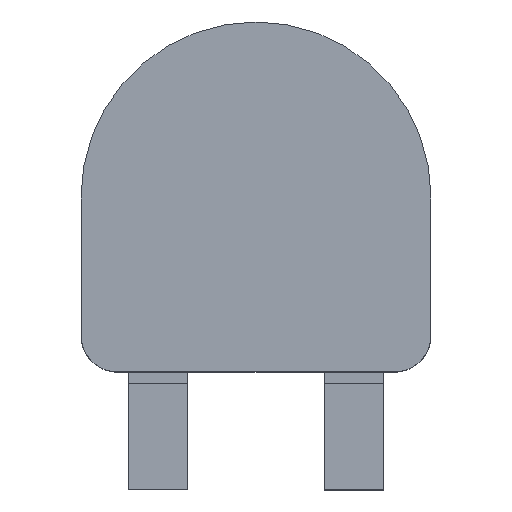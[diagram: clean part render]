
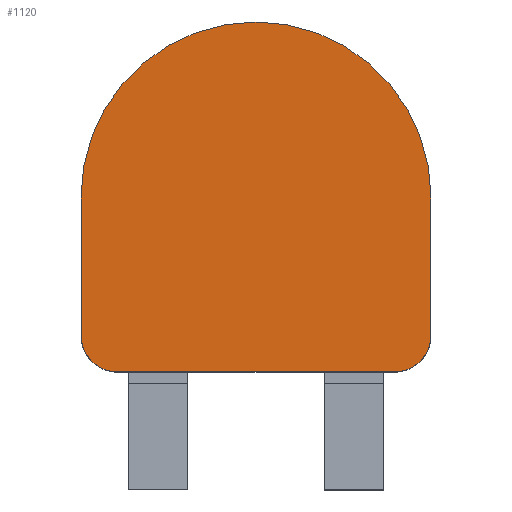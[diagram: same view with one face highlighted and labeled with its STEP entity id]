
A CAD part, top view. The second image highlights one B-rep face of the part: STEP entity #1120.
In plain terms, the highlighted planar face has unit normal (0, 0, 1).
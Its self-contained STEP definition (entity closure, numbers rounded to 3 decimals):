
#25 = AXIS2_PLACEMENT_3D ( 'NONE', #515, #1155, #607 ) ;
#68 = ORIENTED_EDGE ( 'NONE', *, *, #202, .T. ) ;
#87 = LINE ( 'NONE', #223, #402 ) ;
#101 = CARTESIAN_POINT ( 'NONE',  ( -15.05, -9.524, 10.95 ) ) ;
#117 = EDGE_CURVE ( 'NONE', #788, #182, #87, .T. ) ;
#137 = CARTESIAN_POINT ( 'NONE',  ( -19.05, 9.524, 10.95 ) ) ;
#147 = DIRECTION ( 'NONE',  ( 0., -1., 0. ) ) ;
#164 = ORIENTED_EDGE ( 'NONE', *, *, #654, .T. ) ;
#168 = ORIENTED_EDGE ( 'NONE', *, *, #117, .T. ) ;
#182 = VERTEX_POINT ( 'NONE', #1134 ) ;
#202 = EDGE_CURVE ( 'NONE', #1003, #1054, #647, .T. ) ;
#211 = CIRCLE ( 'NONE', #25, 4. ) ;
#222 = AXIS2_PLACEMENT_3D ( 'NONE', #485, #556, #366 ) ;
#223 = CARTESIAN_POINT ( 'NONE',  ( -15.05, -9.524, 10.95 ) ) ;
#249 = FACE_OUTER_BOUND ( 'NONE', #920, .T. ) ;
#259 = VECTOR ( 'NONE', #147, 1000. ) ;
#274 = DIRECTION ( 'NONE',  ( 0., 0., 1. ) ) ;
#366 = DIRECTION ( 'NONE',  ( -1., 0., 0. ) ) ;
#402 = VECTOR ( 'NONE', #1049, 1000. ) ;
#479 = EDGE_CURVE ( 'NONE', #1054, #788, #211, .T. ) ;
#485 = CARTESIAN_POINT ( 'NONE',  ( 0., 9.524, 10.95 ) ) ;
#513 = CARTESIAN_POINT ( 'NONE',  ( 0., 9.524, 10.95 ) ) ;
#514 = CIRCLE ( 'NONE', #732, 19.05 ) ;
#515 = CARTESIAN_POINT ( 'NONE',  ( -15.05, -5.524, 10.95 ) ) ;
#556 = DIRECTION ( 'NONE',  ( 0., 0., -1. ) ) ;
#589 = VERTEX_POINT ( 'NONE', #1178 ) ;
#607 = DIRECTION ( 'NONE',  ( 1., 0., 0. ) ) ;
#615 = AXIS2_PLACEMENT_3D ( 'NONE', #823, #274, #930 ) ;
#617 = LINE ( 'NONE', #684, #948 ) ;
#627 = DIRECTION ( 'NONE',  ( 0., 0., 1. ) ) ;
#647 = LINE ( 'NONE', #137, #259 ) ;
#650 = CARTESIAN_POINT ( 'NONE',  ( 19.05, -5.524, 10.95 ) ) ;
#654 = EDGE_CURVE ( 'NONE', #182, #715, #859, .T. ) ;
#660 = PLANE ( 'NONE',  #222 ) ;
#674 = CARTESIAN_POINT ( 'NONE',  ( -19.05, 9.524, 10.95 ) ) ;
#684 = CARTESIAN_POINT ( 'NONE',  ( 19.05, 9.524, 10.95 ) ) ;
#715 = VERTEX_POINT ( 'NONE', #650 ) ;
#720 = ORIENTED_EDGE ( 'NONE', *, *, #1039, .T. ) ;
#732 = AXIS2_PLACEMENT_3D ( 'NONE', #513, #627, #976 ) ;
#737 = CARTESIAN_POINT ( 'NONE',  ( -19.05, -5.524, 10.95 ) ) ;
#788 = VERTEX_POINT ( 'NONE', #101 ) ;
#823 = CARTESIAN_POINT ( 'NONE',  ( 15.05, -5.524, 10.95 ) ) ;
#844 = ORIENTED_EDGE ( 'NONE', *, *, #479, .T. ) ;
#859 = CIRCLE ( 'NONE', #615, 4. ) ;
#920 = EDGE_LOOP ( 'NONE', ( #720, #68, #844, #168, #164, #940 ) ) ;
#930 = DIRECTION ( 'NONE',  ( 1., 0., 0. ) ) ;
#940 = ORIENTED_EDGE ( 'NONE', *, *, #1181, .T. ) ;
#948 = VECTOR ( 'NONE', #992, 1000. ) ;
#976 = DIRECTION ( 'NONE',  ( -1., 0., 0. ) ) ;
#992 = DIRECTION ( 'NONE',  ( 0., 1., 0. ) ) ;
#1003 = VERTEX_POINT ( 'NONE', #674 ) ;
#1039 = EDGE_CURVE ( 'NONE', #589, #1003, #514, .T. ) ;
#1049 = DIRECTION ( 'NONE',  ( 1., 0., 0. ) ) ;
#1054 = VERTEX_POINT ( 'NONE', #737 ) ;
#1120 = ADVANCED_FACE ( 'NONE', ( #249 ), #660, .F. ) ;
#1134 = CARTESIAN_POINT ( 'NONE',  ( 15.05, -9.524, 10.95 ) ) ;
#1155 = DIRECTION ( 'NONE',  ( 0., 0., 1. ) ) ;
#1178 = CARTESIAN_POINT ( 'NONE',  ( 19.05, 9.524, 10.95 ) ) ;
#1181 = EDGE_CURVE ( 'NONE', #715, #589, #617, .T. ) ;
